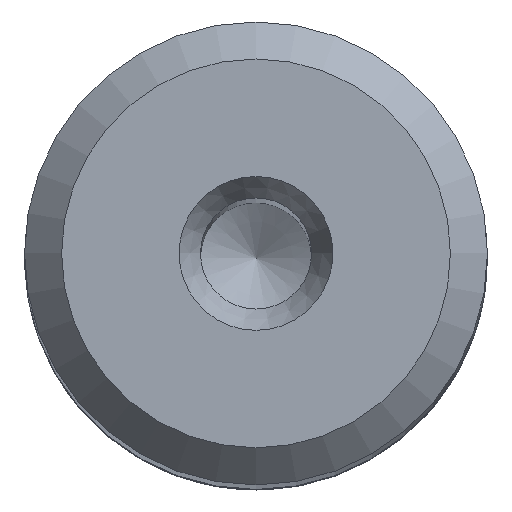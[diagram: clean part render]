
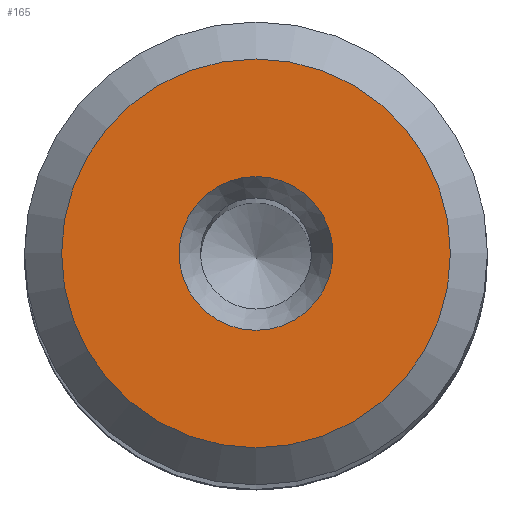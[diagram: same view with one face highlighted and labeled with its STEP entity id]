
A CAD part, top view. The second image highlights one B-rep face of the part: STEP entity #165.
In plain terms, the highlighted planar face has unit normal (0, 0, 1).
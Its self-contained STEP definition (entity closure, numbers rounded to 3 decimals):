
#111=PLANE('',#1037);
#165=ADVANCED_FACE('',(#374,#375),#111,.F.);
#374=FACE_BOUND('',#466,.T.);
#375=FACE_BOUND('',#467,.T.);
#466=EDGE_LOOP('',(#558));
#467=EDGE_LOOP('',(#559));
#558=ORIENTED_EDGE('',*,*,#669,.T.);
#559=ORIENTED_EDGE('',*,*,#670,.F.);
#622=VERTEX_POINT('',#1672);
#623=VERTEX_POINT('',#1674);
#669=EDGE_CURVE('',#622,#622,#711,.T.);
#670=EDGE_CURVE('',#623,#623,#712,.T.);
#711=CIRCLE('',#1035,10.5);
#712=CIRCLE('',#1036,4.155);
#1035=AXIS2_PLACEMENT_3D('',#1671,#1166,#1167);
#1036=AXIS2_PLACEMENT_3D('',#1673,#1168,#1169);
#1037=AXIS2_PLACEMENT_3D('',#1675,#1170,#1171);
#1166=DIRECTION('',(0.,0.,1.));
#1167=DIRECTION('',(-1.,0.,0.));
#1168=DIRECTION('',(0.,0.,1.));
#1169=DIRECTION('',(1.,0.,0.));
#1170=DIRECTION('',(0.,0.,-1.));
#1171=DIRECTION('',(-1.,0.,0.));
#1671=CARTESIAN_POINT('',(0.,0.,128.));
#1672=CARTESIAN_POINT('',(-10.5,0.,128.));
#1673=CARTESIAN_POINT('',(0.,0.,128.));
#1674=CARTESIAN_POINT('',(4.155,0.,128.));
#1675=CARTESIAN_POINT('',(12.5,0.,128.));
